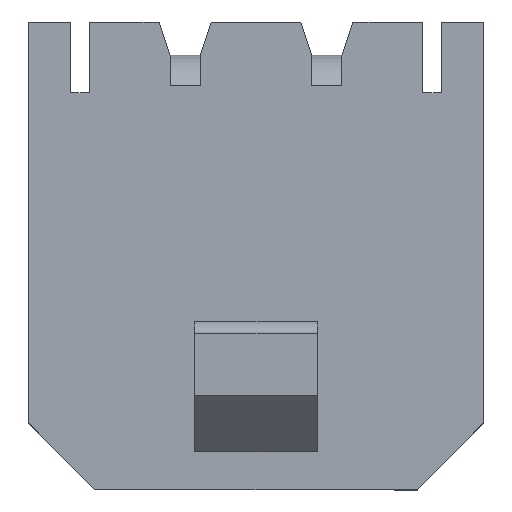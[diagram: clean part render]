
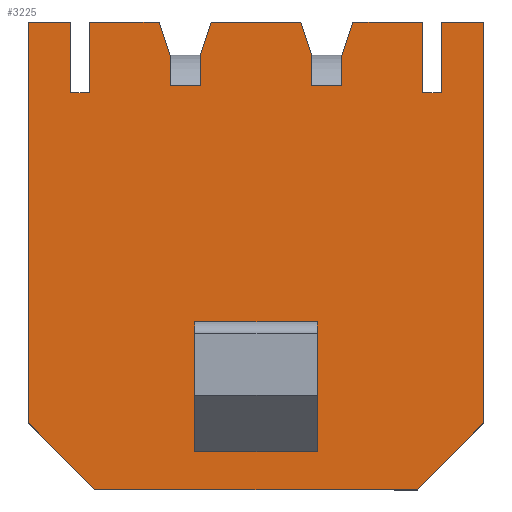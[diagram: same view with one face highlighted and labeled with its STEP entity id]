
A CAD part, top view. The second image highlights one B-rep face of the part: STEP entity #3225.
In plain terms, the highlighted planar face has unit normal (0, 0, 1).
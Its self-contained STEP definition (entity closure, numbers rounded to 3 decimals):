
#186=ORIENTED_EDGE('',*,*,#1122,.T.);
#187=ORIENTED_EDGE('',*,*,#1123,.T.);
#188=ORIENTED_EDGE('',*,*,#1124,.F.);
#189=ORIENTED_EDGE('',*,*,#1125,.F.);
#190=ORIENTED_EDGE('',*,*,#1126,.T.);
#191=ORIENTED_EDGE('',*,*,#1127,.T.);
#192=ORIENTED_EDGE('',*,*,#1114,.T.);
#193=ORIENTED_EDGE('',*,*,#1128,.T.);
#194=ORIENTED_EDGE('',*,*,#1129,.T.);
#195=ORIENTED_EDGE('',*,*,#1130,.T.);
#196=ORIENTED_EDGE('',*,*,#1131,.T.);
#197=ORIENTED_EDGE('',*,*,#1132,.T.);
#198=ORIENTED_EDGE('',*,*,#1133,.T.);
#199=ORIENTED_EDGE('',*,*,#1134,.F.);
#200=ORIENTED_EDGE('',*,*,#1135,.F.);
#201=ORIENTED_EDGE('',*,*,#1136,.F.);
#202=ORIENTED_EDGE('',*,*,#1137,.T.);
#203=ORIENTED_EDGE('',*,*,#1138,.F.);
#204=ORIENTED_EDGE('',*,*,#1139,.F.);
#205=ORIENTED_EDGE('',*,*,#1140,.F.);
#206=ORIENTED_EDGE('',*,*,#1141,.T.);
#207=ORIENTED_EDGE('',*,*,#1142,.T.);
#208=ORIENTED_EDGE('',*,*,#1143,.T.);
#209=ORIENTED_EDGE('',*,*,#1144,.T.);
#210=ORIENTED_EDGE('',*,*,#1145,.T.);
#211=ORIENTED_EDGE('',*,*,#1146,.T.);
#212=ORIENTED_EDGE('',*,*,#1120,.T.);
#213=ORIENTED_EDGE('',*,*,#1147,.T.);
#214=ORIENTED_EDGE('',*,*,#1148,.T.);
#215=ORIENTED_EDGE('',*,*,#1093,.T.);
#1093=EDGE_CURVE('',#1548,#1550,#1854,.T.);
#1114=EDGE_CURVE('',#1571,#1572,#1875,.T.);
#1120=EDGE_CURVE('',#1578,#1577,#1881,.T.);
#1122=EDGE_CURVE('',#1579,#1580,#1883,.T.);
#1123=EDGE_CURVE('',#1580,#1581,#1884,.T.);
#1124=EDGE_CURVE('',#1582,#1581,#1885,.T.);
#1125=EDGE_CURVE('',#1579,#1582,#1886,.T.);
#1126=EDGE_CURVE('',#1550,#1583,#1887,.T.);
#1127=EDGE_CURVE('',#1583,#1571,#1888,.T.);
#1128=EDGE_CURVE('',#1572,#1584,#1889,.T.);
#1129=EDGE_CURVE('',#1584,#1585,#1890,.T.);
#1130=EDGE_CURVE('',#1585,#1586,#1891,.T.);
#1131=EDGE_CURVE('',#1586,#1587,#1892,.T.);
#1132=EDGE_CURVE('',#1587,#1588,#1893,.T.);
#1133=EDGE_CURVE('',#1588,#1589,#1894,.T.);
#1134=EDGE_CURVE('',#1590,#1589,#1895,.T.);
#1135=EDGE_CURVE('',#1591,#1590,#1896,.T.);
#1136=EDGE_CURVE('',#1592,#1591,#1897,.T.);
#1137=EDGE_CURVE('',#1592,#1593,#1898,.T.);
#1138=EDGE_CURVE('',#1594,#1593,#1899,.T.);
#1139=EDGE_CURVE('',#1595,#1594,#1900,.T.);
#1140=EDGE_CURVE('',#1596,#1595,#1901,.T.);
#1141=EDGE_CURVE('',#1596,#1597,#1902,.T.);
#1142=EDGE_CURVE('',#1597,#1598,#1903,.T.);
#1143=EDGE_CURVE('',#1598,#1599,#1904,.T.);
#1144=EDGE_CURVE('',#1599,#1600,#1905,.T.);
#1145=EDGE_CURVE('',#1600,#1601,#1906,.T.);
#1146=EDGE_CURVE('',#1601,#1578,#1907,.T.);
#1147=EDGE_CURVE('',#1577,#1602,#1908,.T.);
#1148=EDGE_CURVE('',#1602,#1548,#1909,.T.);
#1548=VERTEX_POINT('',#4724);
#1550=VERTEX_POINT('',#4728);
#1571=VERTEX_POINT('',#4777);
#1572=VERTEX_POINT('',#4778);
#1577=VERTEX_POINT('',#4789);
#1578=VERTEX_POINT('',#4791);
#1579=VERTEX_POINT('',#4795);
#1580=VERTEX_POINT('',#4796);
#1581=VERTEX_POINT('',#4798);
#1582=VERTEX_POINT('',#4800);
#1583=VERTEX_POINT('',#4803);
#1584=VERTEX_POINT('',#4806);
#1585=VERTEX_POINT('',#4808);
#1586=VERTEX_POINT('',#4810);
#1587=VERTEX_POINT('',#4812);
#1588=VERTEX_POINT('',#4814);
#1589=VERTEX_POINT('',#4816);
#1590=VERTEX_POINT('',#4818);
#1591=VERTEX_POINT('',#4820);
#1592=VERTEX_POINT('',#4822);
#1593=VERTEX_POINT('',#4824);
#1594=VERTEX_POINT('',#4826);
#1595=VERTEX_POINT('',#4828);
#1596=VERTEX_POINT('',#4830);
#1597=VERTEX_POINT('',#4832);
#1598=VERTEX_POINT('',#4834);
#1599=VERTEX_POINT('',#4836);
#1600=VERTEX_POINT('',#4838);
#1601=VERTEX_POINT('',#4840);
#1602=VERTEX_POINT('',#4843);
#1854=LINE('',#4729,#2302);
#1875=LINE('',#4776,#2323);
#1881=LINE('',#4790,#2329);
#1883=LINE('',#4794,#2331);
#1884=LINE('',#4797,#2332);
#1885=LINE('',#4799,#2333);
#1886=LINE('',#4801,#2334);
#1887=LINE('',#4802,#2335);
#1888=LINE('',#4804,#2336);
#1889=LINE('',#4805,#2337);
#1890=LINE('',#4807,#2338);
#1891=LINE('',#4809,#2339);
#1892=LINE('',#4811,#2340);
#1893=LINE('',#4813,#2341);
#1894=LINE('',#4815,#2342);
#1895=LINE('',#4817,#2343);
#1896=LINE('',#4819,#2344);
#1897=LINE('',#4821,#2345);
#1898=LINE('',#4823,#2346);
#1899=LINE('',#4825,#2347);
#1900=LINE('',#4827,#2348);
#1901=LINE('',#4829,#2349);
#1902=LINE('',#4831,#2350);
#1903=LINE('',#4833,#2351);
#1904=LINE('',#4835,#2352);
#1905=LINE('',#4837,#2353);
#1906=LINE('',#4839,#2354);
#1907=LINE('',#4841,#2355);
#1908=LINE('',#4842,#2356);
#1909=LINE('',#4844,#2357);
#2302=VECTOR('',#3844,1000.);
#2323=VECTOR('',#3877,1000.);
#2329=VECTOR('',#3885,1000.);
#2331=VECTOR('',#3889,1000.);
#2332=VECTOR('',#3890,1000.);
#2333=VECTOR('',#3891,1000.);
#2334=VECTOR('',#3892,1000.);
#2335=VECTOR('',#3893,1000.);
#2336=VECTOR('',#3894,1000.);
#2337=VECTOR('',#3895,1000.);
#2338=VECTOR('',#3896,1000.);
#2339=VECTOR('',#3897,1000.);
#2340=VECTOR('',#3898,1000.);
#2341=VECTOR('',#3899,1000.);
#2342=VECTOR('',#3900,1000.);
#2343=VECTOR('',#3901,1000.);
#2344=VECTOR('',#3902,1000.);
#2345=VECTOR('',#3903,1000.);
#2346=VECTOR('',#3904,1000.);
#2347=VECTOR('',#3905,1000.);
#2348=VECTOR('',#3906,1000.);
#2349=VECTOR('',#3907,1000.);
#2350=VECTOR('',#3908,1000.);
#2351=VECTOR('',#3909,1000.);
#2352=VECTOR('',#3910,1000.);
#2353=VECTOR('',#3911,1000.);
#2354=VECTOR('',#3912,1000.);
#2355=VECTOR('',#3913,1000.);
#2356=VECTOR('',#3914,1000.);
#2357=VECTOR('',#3915,1000.);
#2714=EDGE_LOOP('',(#186,#187,#188,#189));
#2715=EDGE_LOOP('',(#190,#191,#192,#193,#194,#195,#196,#197,#198,#199,#200,
#201,#202,#203,#204,#205,#206,#207,#208,#209,#210,#211,#212,#213,#214,#215));
#2890=FACE_BOUND('',#2714,.T.);
#2891=FACE_BOUND('',#2715,.T.);
#3063=PLANE('',#3568);
#3225=ADVANCED_FACE('',(#2890,#2891),#3063,.T.);
#3568=AXIS2_PLACEMENT_3D('',#4793,#3887,#3888);
#3844=DIRECTION('',(-1.,0.,0.));
#3877=DIRECTION('',(-1.,0.,0.));
#3885=DIRECTION('',(-1.,0.,0.));
#3887=DIRECTION('',(0.,0.,1.));
#3888=DIRECTION('',(0.,-1.,0.));
#3889=DIRECTION('',(0.,-1.,0.));
#3890=DIRECTION('',(-1.,0.,0.));
#3891=DIRECTION('',(0.,-1.,0.));
#3892=DIRECTION('',(-1.,0.,0.));
#3893=DIRECTION('',(0.,1.,0.));
#3894=DIRECTION('',(-0.312,0.95,0.));
#3895=DIRECTION('',(-0.312,-0.95,0.));
#3896=DIRECTION('',(0.,-1.,0.));
#3897=DIRECTION('',(-1.,0.,0.));
#3898=DIRECTION('',(0.,1.,0.));
#3899=DIRECTION('',(-0.312,0.95,0.));
#3900=DIRECTION('',(-1.,0.,0.));
#3901=DIRECTION('',(0.,1.,0.));
#3902=DIRECTION('',(1.,0.,0.));
#3903=DIRECTION('',(0.,-1.,0.));
#3904=DIRECTION('',(-1.,0.,0.));
#3905=DIRECTION('',(0.,1.,0.));
#3906=DIRECTION('',(-0.707,0.707,0.));
#3907=DIRECTION('',(-1.,0.,0.));
#3908=DIRECTION('',(0.707,0.707,0.));
#3909=DIRECTION('',(0.,1.,0.));
#3910=DIRECTION('',(-1.,0.,0.));
#3911=DIRECTION('',(0.,-1.,0.));
#3912=DIRECTION('',(-1.,0.,0.));
#3913=DIRECTION('',(0.,1.,0.));
#3914=DIRECTION('',(-0.312,-0.95,0.));
#3915=DIRECTION('',(0.,-1.,0.));
#4724=CARTESIAN_POINT('',(1.82,3.61,2.185));
#4728=CARTESIAN_POINT('',(1.18,3.61,2.185));
#4729=CARTESIAN_POINT('',(1.82,3.61,2.185));
#4776=CARTESIAN_POINT('',(4.825,4.95,2.185));
#4777=CARTESIAN_POINT('',(0.95,4.95,2.185));
#4778=CARTESIAN_POINT('',(-0.95,4.95,2.185));
#4789=CARTESIAN_POINT('',(2.05,4.95,2.185));
#4790=CARTESIAN_POINT('',(4.825,4.95,2.185));
#4791=CARTESIAN_POINT('',(3.525,4.95,2.185));
#4793=CARTESIAN_POINT('',(4.825,-4.95,2.185));
#4794=CARTESIAN_POINT('',(1.3,-4.15,2.185));
#4795=CARTESIAN_POINT('',(1.3,-1.4,2.185));
#4796=CARTESIAN_POINT('',(1.3,-4.15,2.185));
#4797=CARTESIAN_POINT('',(1.3,-4.15,2.185));
#4798=CARTESIAN_POINT('',(-1.3,-4.15,2.185));
#4799=CARTESIAN_POINT('',(-1.3,-4.15,2.185));
#4800=CARTESIAN_POINT('',(-1.3,-1.4,2.185));
#4801=CARTESIAN_POINT('',(1.3,-1.4,2.185));
#4802=CARTESIAN_POINT('',(1.18,3.61,2.185));
#4803=CARTESIAN_POINT('',(1.18,4.25,2.185));
#4804=CARTESIAN_POINT('',(1.18,4.25,2.185));
#4805=CARTESIAN_POINT('',(-1.18,4.25,2.185));
#4806=CARTESIAN_POINT('',(-1.18,4.25,2.185));
#4807=CARTESIAN_POINT('',(-1.18,4.25,2.185));
#4808=CARTESIAN_POINT('',(-1.18,3.61,2.185));
#4809=CARTESIAN_POINT('',(-1.18,3.61,2.185));
#4810=CARTESIAN_POINT('',(-1.82,3.61,2.185));
#4811=CARTESIAN_POINT('',(-1.82,3.61,2.185));
#4812=CARTESIAN_POINT('',(-1.82,4.25,2.185));
#4813=CARTESIAN_POINT('',(-1.82,4.25,2.185));
#4814=CARTESIAN_POINT('',(-2.05,4.95,2.185));
#4815=CARTESIAN_POINT('',(4.825,4.95,2.185));
#4816=CARTESIAN_POINT('',(-3.525,4.95,2.185));
#4817=CARTESIAN_POINT('',(-3.525,3.45,2.185));
#4818=CARTESIAN_POINT('',(-3.525,3.45,2.185));
#4819=CARTESIAN_POINT('',(-3.925,3.45,2.185));
#4820=CARTESIAN_POINT('',(-3.925,3.45,2.185));
#4821=CARTESIAN_POINT('',(-3.925,4.95,2.185));
#4822=CARTESIAN_POINT('',(-3.925,4.95,2.185));
#4823=CARTESIAN_POINT('',(4.825,4.95,2.185));
#4824=CARTESIAN_POINT('',(-4.825,4.95,2.185));
#4825=CARTESIAN_POINT('',(-4.825,-4.95,2.185));
#4826=CARTESIAN_POINT('',(-4.825,-3.536,2.185));
#4827=CARTESIAN_POINT('',(-3.411,-4.95,2.185));
#4828=CARTESIAN_POINT('',(-3.411,-4.95,2.185));
#4829=CARTESIAN_POINT('',(4.825,-4.95,2.185));
#4830=CARTESIAN_POINT('',(3.411,-4.95,2.185));
#4831=CARTESIAN_POINT('',(3.411,-4.95,2.185));
#4832=CARTESIAN_POINT('',(4.825,-3.536,2.185));
#4833=CARTESIAN_POINT('',(4.825,-4.95,2.185));
#4834=CARTESIAN_POINT('',(4.825,4.95,2.185));
#4835=CARTESIAN_POINT('',(4.825,4.95,2.185));
#4836=CARTESIAN_POINT('',(3.925,4.95,2.185));
#4837=CARTESIAN_POINT('',(3.925,4.95,2.185));
#4838=CARTESIAN_POINT('',(3.925,3.45,2.185));
#4839=CARTESIAN_POINT('',(3.925,3.45,2.185));
#4840=CARTESIAN_POINT('',(3.525,3.45,2.185));
#4841=CARTESIAN_POINT('',(3.525,3.45,2.185));
#4842=CARTESIAN_POINT('',(1.82,4.25,2.185));
#4843=CARTESIAN_POINT('',(1.82,4.25,2.185));
#4844=CARTESIAN_POINT('',(1.82,4.25,2.185));
